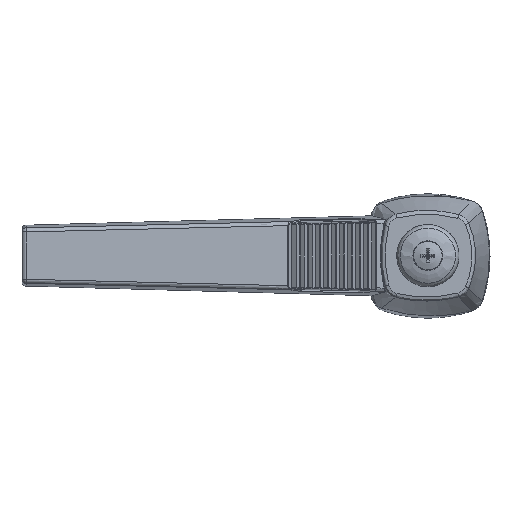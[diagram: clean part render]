
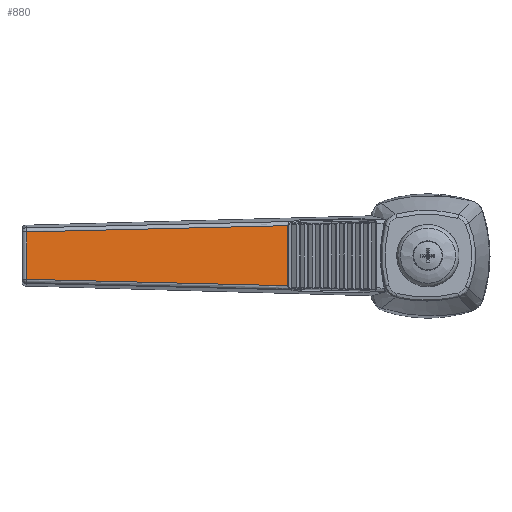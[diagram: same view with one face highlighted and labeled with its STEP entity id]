
A CAD part, top view. The second image highlights one B-rep face of the part: STEP entity #880.
In plain terms, the highlighted planar face has unit normal (0.167, 0, 0.986).
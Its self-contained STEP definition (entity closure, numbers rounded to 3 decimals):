
#880 = ADVANCED_FACE( '', ( #1839 ), #1840, .T. );
#1839 = FACE_OUTER_BOUND( '', #7926, .T. );
#1840 = PLANE( '', #7927 );
#7926 = EDGE_LOOP( '', ( #11413, #11414, #11415, #11416 ) );
#7927 = AXIS2_PLACEMENT_3D( '', #11417, #11418, #11419 );
#11413 = ORIENTED_EDGE( '', *, *, #12660, .T. );
#11414 = ORIENTED_EDGE( '', *, *, #12333, .T. );
#11415 = ORIENTED_EDGE( '', *, *, #12638, .T. );
#11416 = ORIENTED_EDGE( '', *, *, #12738, .T. );
#11417 = CARTESIAN_POINT( '', ( -7.346, 9., 38.229 ) );
#11418 = DIRECTION( '', ( 0.167, 0., 0.986 ) );
#11419 = DIRECTION( '', ( 0.986, 0., -0.167 ) );
#12333 = EDGE_CURVE( '', #13368, #13687, #13689, .T. );
#12638 = EDGE_CURVE( '', #13687, #13831, #14080, .T. );
#12660 = EDGE_CURVE( '', #14105, #13368, #14106, .T. );
#12738 = EDGE_CURVE( '', #13831, #14105, #14189, .F. );
#13368 = VERTEX_POINT( '', #15848 );
#13687 = VERTEX_POINT( '', #16758 );
#13689 = LINE( '', #16760, #16761 );
#13831 = VERTEX_POINT( '', #17194 );
#14080 = B_SPLINE_CURVE_WITH_KNOTS( '', 3, ( #17869, #17870, #17871, #17872, #17873, #17874, #17875, #17876 ), .UNSPECIFIED., .F., .F., ( 4, 2, 2, 4 ), ( 0., 0.033, 0.049, 0.066 ), .UNSPECIFIED. );
#14105 = VERTEX_POINT( '', #17962 );
#14106 = B_SPLINE_CURVE_WITH_KNOTS( '', 3, ( #17963, #17964, #17965, #17966, #17967, #17968, #17969, #17970 ), .UNSPECIFIED., .F., .F., ( 4, 2, 2, 4 ), ( 0., 0.016, 0.033, 0.066 ), .UNSPECIFIED. );
#14189 = LINE( '', #18092, #18093 );
#15848 = CARTESIAN_POINT( '', ( -34.597, -7.427, 42.85 ) );
#16758 = CARTESIAN_POINT( '', ( -34.597, 7.427, 42.85 ) );
#16760 = CARTESIAN_POINT( '', ( -34.597, 9., 42.85 ) );
#16761 = VECTOR( '', #19026, 1000. );
#17194 = CARTESIAN_POINT( '', ( -99.183, 5.857, 53.802 ) );
#17869 = CARTESIAN_POINT( '', ( -34.597, 7.427, 42.85 ) );
#17870 = CARTESIAN_POINT( '', ( -45.361, 7.163, 44.675 ) );
#17871 = CARTESIAN_POINT( '', ( -56.125, 6.901, 46.501 ) );
#17872 = CARTESIAN_POINT( '', ( -72.272, 6.508, 49.239 ) );
#17873 = CARTESIAN_POINT( '', ( -77.654, 6.377, 50.151 ) );
#17874 = CARTESIAN_POINT( '', ( -88.418, 6.116, 51.977 ) );
#17875 = CARTESIAN_POINT( '', ( -93.801, 5.986, 52.889 ) );
#17876 = CARTESIAN_POINT( '', ( -99.183, 5.857, 53.802 ) );
#17962 = CARTESIAN_POINT( '', ( -99.183, -5.857, 53.802 ) );
#17963 = CARTESIAN_POINT( '', ( -99.183, -5.857, 53.802 ) );
#17964 = CARTESIAN_POINT( '', ( -93.801, -5.986, 52.889 ) );
#17965 = CARTESIAN_POINT( '', ( -88.418, -6.116, 51.977 ) );
#17966 = CARTESIAN_POINT( '', ( -77.654, -6.377, 50.151 ) );
#17967 = CARTESIAN_POINT( '', ( -72.272, -6.508, 49.239 ) );
#17968 = CARTESIAN_POINT( '', ( -56.125, -6.901, 46.501 ) );
#17969 = CARTESIAN_POINT( '', ( -45.361, -7.163, 44.675 ) );
#17970 = CARTESIAN_POINT( '', ( -34.597, -7.427, 42.85 ) );
#18092 = CARTESIAN_POINT( '', ( -99.183, -6.7, 53.802 ) );
#18093 = VECTOR( '', #19484, 1000. );
#19026 = DIRECTION( '', ( 0., 1., 0. ) );
#19484 = DIRECTION( '', ( 0., 1., 0. ) );
